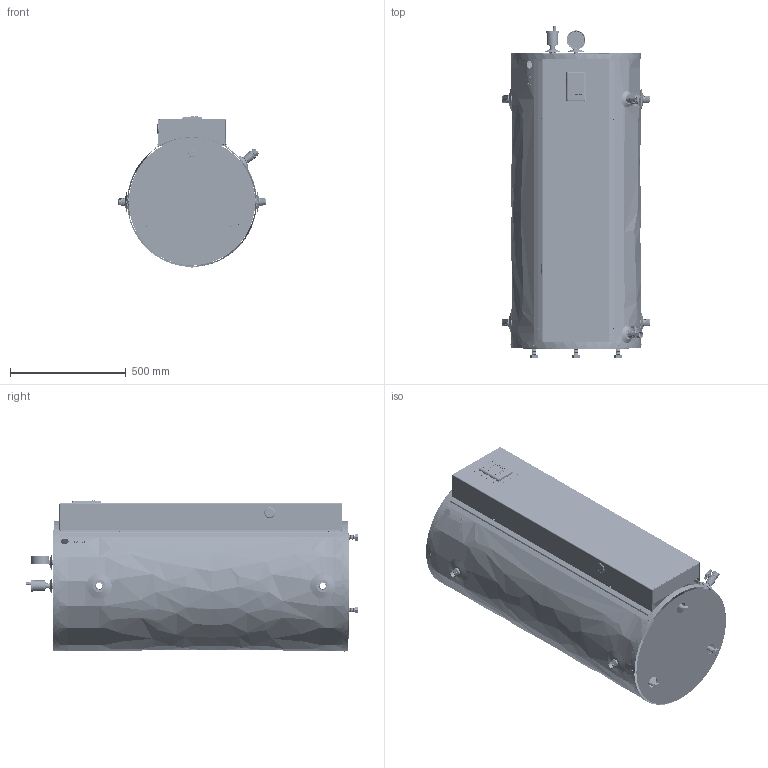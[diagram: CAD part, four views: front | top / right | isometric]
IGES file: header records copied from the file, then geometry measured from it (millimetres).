
Start section: SolidWorks IGES file using analytic representation for surfaces
Global section: file name: AltSource 50-No Coils.IGS; native system: SolidWorks 2020; preprocessor: SolidWorks 2020; author: lucbi; date: 200810.112744; units: inch
Bounding box: 635.05 x 1433.39 x 652.07 mm (x, y, z)
Surface area: 7090813 mm2 (no closed solid volume)
Topology: 0 solids, 0 shells, 2328 faces, 37502 edges, 36565 vertices
Faces by surface type: revolution 1178, bspline 1150
